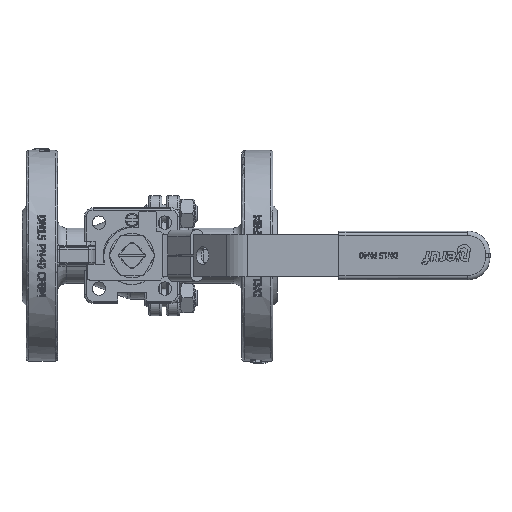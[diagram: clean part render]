
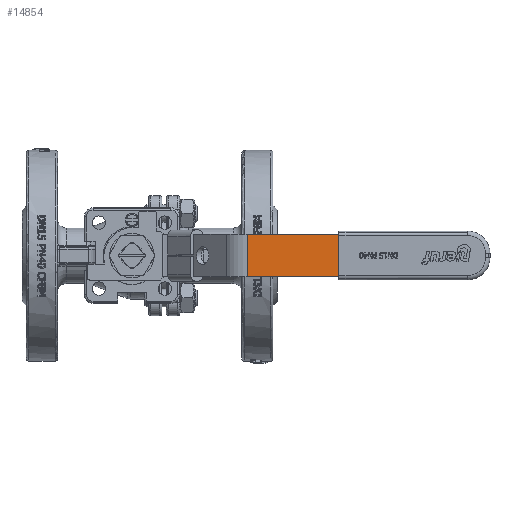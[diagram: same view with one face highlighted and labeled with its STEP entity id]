
A CAD part, top view. The second image highlights one B-rep face of the part: STEP entity #14854.
In plain terms, the highlighted planar face has unit normal (0, 0, 1).
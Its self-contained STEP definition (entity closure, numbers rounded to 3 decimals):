
#12407=CARTESIAN_POINT('',(93.2,-9.5,81.2));
#12408=VERTEX_POINT('',#12407);
#12415=CARTESIAN_POINT('',(51.88,-9.5,81.2));
#12416=VERTEX_POINT('',#12415);
#12417=CARTESIAN_POINT('',(93.2,-9.5,81.2));
#12418=DIRECTION('',(-1.,-0.,-0.));
#12419=VECTOR('',#12418,41.32);
#12420=LINE('',#12417,#12419);
#12421=EDGE_CURVE('',#12408,#12416,#12420,.T.);
#12441=CARTESIAN_POINT('',(51.88,9.5,81.2));
#12442=VERTEX_POINT('',#12441);
#12450=CARTESIAN_POINT('',(93.2,9.5,81.2));
#12451=VERTEX_POINT('',#12450);
#12452=CARTESIAN_POINT('',(51.88,9.5,81.2));
#12453=DIRECTION('',(1.,0.,0.));
#12454=VECTOR('',#12453,41.32);
#12455=LINE('',#12452,#12454);
#12456=EDGE_CURVE('',#12442,#12451,#12455,.T.);
#14828=CARTESIAN_POINT('',(51.88,9.5,81.2));
#14829=DIRECTION('',(0.,-1.,-0.));
#14830=VECTOR('',#14829,19.);
#14831=LINE('',#14828,#14830);
#14832=EDGE_CURVE('',#12442,#12416,#14831,.T.);
#14838=CARTESIAN_POINT('',(155.58,0.,81.2));
#14839=DIRECTION('',(-0.,-0.,1.));
#14840=DIRECTION('',(-1.,-0.,-0.));
#14841=AXIS2_PLACEMENT_3D('',#14838,#14839,#14840);
#14842=PLANE('',#14841);
#14843=CARTESIAN_POINT('',(93.2,9.5,81.2));
#14844=DIRECTION('',(0.,-1.,-0.));
#14845=VECTOR('',#14844,19.);
#14846=LINE('',#14843,#14845);
#14847=EDGE_CURVE('',#12451,#12408,#14846,.T.);
#14848=ORIENTED_EDGE('',*,*,#14847,.F.);
#14849=ORIENTED_EDGE('',*,*,#12456,.F.);
#14850=ORIENTED_EDGE('',*,*,#14832,.T.);
#14851=ORIENTED_EDGE('',*,*,#12421,.F.);
#14852=EDGE_LOOP('',(#14848,#14849,#14850,#14851));
#14853=FACE_BOUND('',#14852,.T.);
#14854=ADVANCED_FACE('',(#14853),#14842,.T.);
